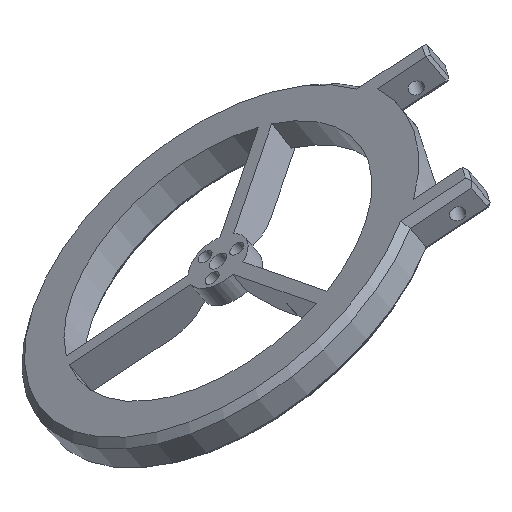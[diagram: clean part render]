
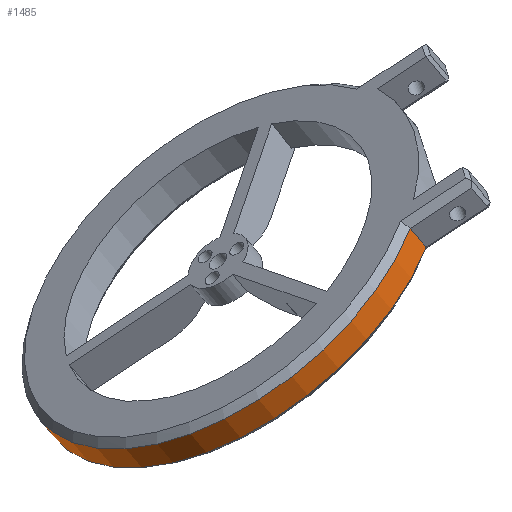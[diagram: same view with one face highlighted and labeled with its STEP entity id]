
A CAD part, left-side view. The second image highlights one B-rep face of the part: STEP entity #1485.
In plain terms, the highlighted cylindrical face has radius 57.325 mm (diameter 114.65 mm), a partial arc.
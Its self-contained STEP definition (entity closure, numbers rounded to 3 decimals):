
#171=FACE_OUTER_BOUND('',#272,.T.);
#272=EDGE_LOOP('',(#1221,#1222,#1223,#1224));
#400=LINE('',#2470,#523);
#401=LINE('',#2472,#524);
#523=VECTOR('',#1981,10.);
#524=VECTOR('',#1984,10.);
#593=CIRCLE('',#1607,57.325);
#608=CIRCLE('',#1633,57.325);
#705=VERTEX_POINT('',#2372);
#706=VERTEX_POINT('',#2379);
#711=VERTEX_POINT('',#2408);
#715=VERTEX_POINT('',#2421);
#874=EDGE_CURVE('',#706,#705,#593,.T.);
#913=EDGE_CURVE('',#711,#715,#608,.T.);
#914=EDGE_CURVE('',#715,#706,#400,.T.);
#915=EDGE_CURVE('',#711,#705,#401,.T.);
#1221=ORIENTED_EDGE('',*,*,#874,.F.);
#1222=ORIENTED_EDGE('',*,*,#914,.F.);
#1223=ORIENTED_EDGE('',*,*,#913,.F.);
#1224=ORIENTED_EDGE('',*,*,#915,.T.);
#1420=CYLINDRICAL_SURFACE('',#1635,57.325);
#1485=ADVANCED_FACE('',(#171),#1420,.T.);
#1607=AXIS2_PLACEMENT_3D('',#2380,#1906,#1907);
#1633=AXIS2_PLACEMENT_3D('',#2468,#1977,#1978);
#1635=AXIS2_PLACEMENT_3D('',#2471,#1982,#1983);
#1906=DIRECTION('center_axis',(0.542,-0.542,-0.643));
#1907=DIRECTION('ref_axis',(0.179,0.821,-0.542));
#1977=DIRECTION('center_axis',(-0.542,0.542,0.643));
#1978=DIRECTION('ref_axis',(0.179,0.821,-0.542));
#1981=DIRECTION('',(0.542,-0.542,-0.643));
#1982=DIRECTION('center_axis',(0.542,-0.542,-0.643));
#1983=DIRECTION('ref_axis',(0.179,0.821,-0.542));
#1984=DIRECTION('',(0.542,-0.542,-0.643));
#2372=CARTESIAN_POINT('',(-92.595,75.748,244.091));
#2379=CARTESIAN_POINT('',(-143.893,64.594,210.262));
#2380=CARTESIAN_POINT('Origin',(-109.658,109.658,201.136));
#2408=CARTESIAN_POINT('',(-96.387,79.54,248.59));
#2421=CARTESIAN_POINT('',(-147.685,68.385,214.761));
#2468=CARTESIAN_POINT('Origin',(-113.45,113.45,205.636));
#2470=CARTESIAN_POINT('',(-148.768,69.469,216.047));
#2471=CARTESIAN_POINT('Origin',(-114.533,114.533,206.921));
#2472=CARTESIAN_POINT('',(-97.47,80.623,249.876));
